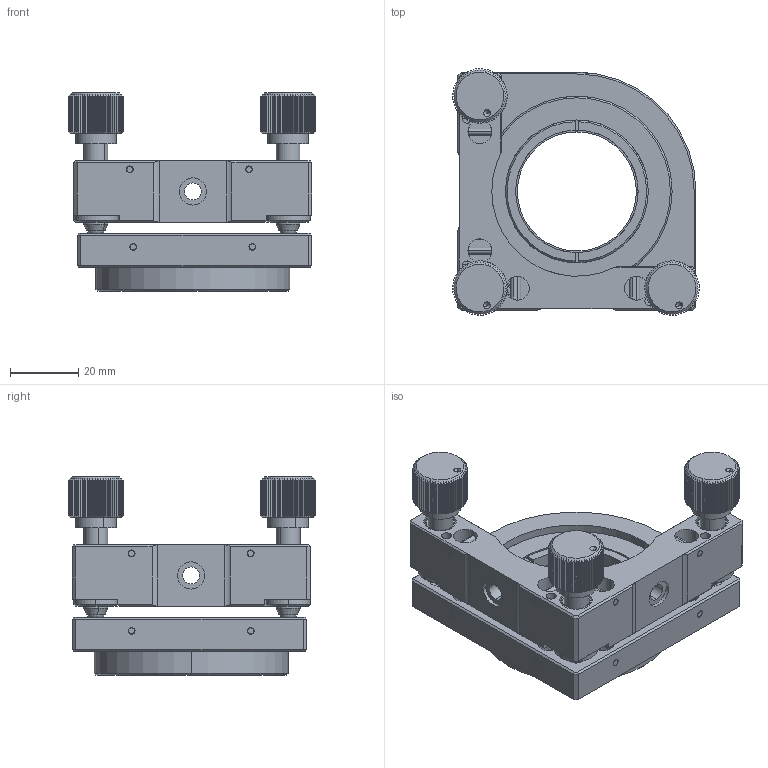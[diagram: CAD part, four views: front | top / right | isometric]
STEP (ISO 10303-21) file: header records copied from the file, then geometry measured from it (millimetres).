
FILE_DESCRIPTION (( 'STEP AP203' ), '1' );
FILE_NAME ('OMHS38.1-C.STEP', '2018-12-10T02:35:07', ( '' ), ( '' ), 'SwSTEP 2.0', 'SolidWorks 2016', '' );
FILE_SCHEMA (( 'CONFIG_CONTROL_DESIGN' ));
Length unit declared in the file: millimetre
Products named in the file (1): OMHS38.1-C
Bounding box: 72.5 x 72.5 x 58.3 mm (x, y, z)
Surface area: 34804.5 mm2 (no closed solid volume)
Topology: 0 solids, 35 shells, 1039 faces, 2889 edges, 1873 vertices
Faces by surface type: plane 496, cylinder 295, cone 242, torus 6
Entity records: 34447 total; most frequent: CARTESIAN_POINT 8885, ORIENTED_EDGE 5307, DIRECTION 5055, EDGE_CURVE 2883, AXIS2_PLACEMENT_3D 1921, VERTEX_POINT 1873, VECTOR 1213, LINE 1213
